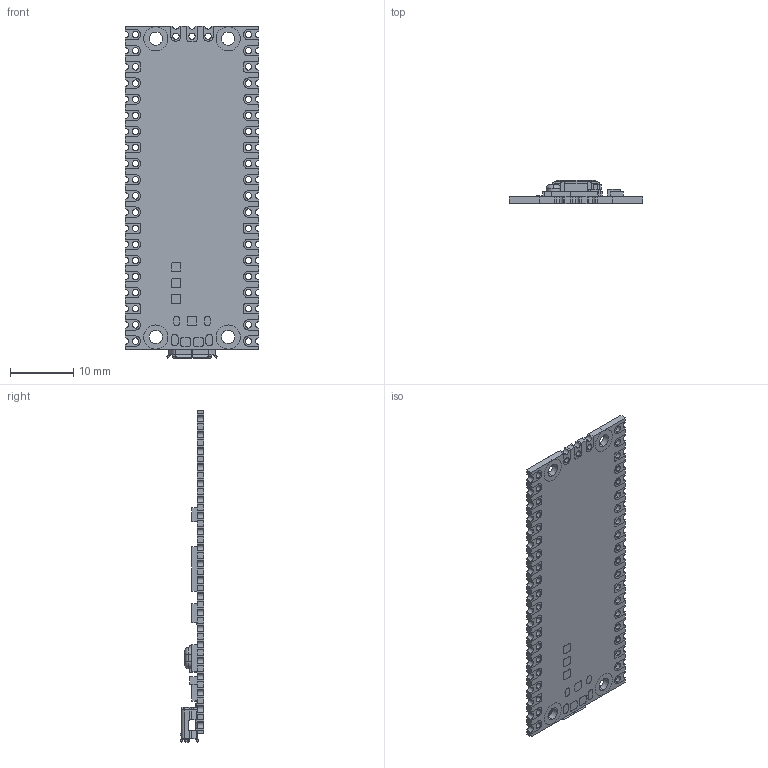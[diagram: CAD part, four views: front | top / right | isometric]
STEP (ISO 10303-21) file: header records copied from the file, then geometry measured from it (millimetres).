
FILE_DESCRIPTION (( 'STEP AP214' ), '1' );
FILE_NAME ('SC0915.STEP', '2022-01-11T08:45:30', ( '' ), ( '' ), 'SwSTEP 2.0', 'SolidWorks 2017', '' );
FILE_SCHEMA (( 'AUTOMOTIVE_DESIGN' ));
Length unit declared in the file: millimetre
Products named in the file (1): SC0915
Bounding box: 21 x 3.73 x 52.3 mm (x, y, z)
Volume: 1147 mm3; surface area: 3628.6 mm2
Topology: 94 solids, 94 shells, 1572 faces, 3934 edges, 2539 vertices
Faces by surface type: plane 1040, cylinder 512, torus 10, sphere 8, cone 2
Entity records: 47750 total; most frequent: CARTESIAN_POINT 8150, DIRECTION 8087, ORIENTED_EDGE 7852, EDGE_CURVE 3926, LINE 2875, VECTOR 2875, AXIS2_PLACEMENT_3D 2606, VERTEX_POINT 2539
